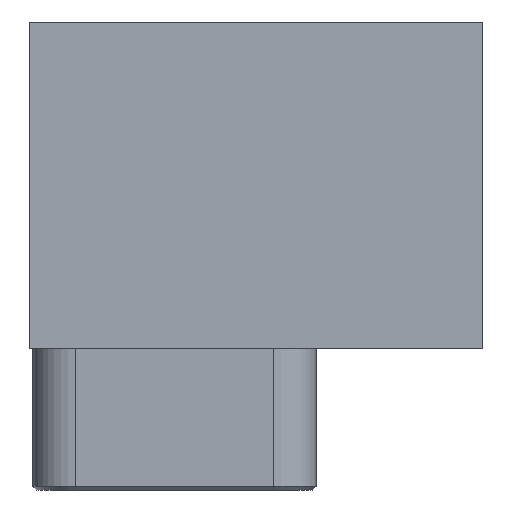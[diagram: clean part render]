
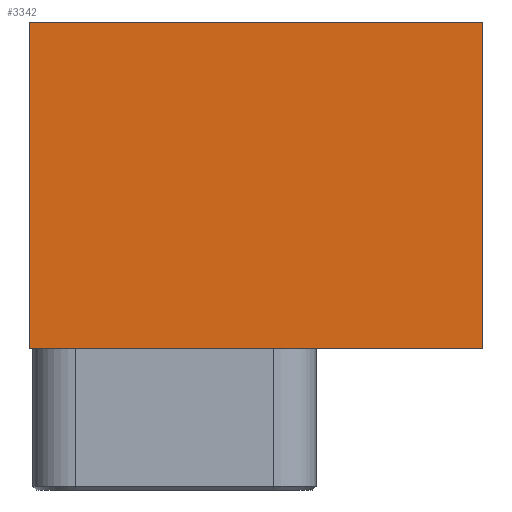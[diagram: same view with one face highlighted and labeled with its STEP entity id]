
A CAD part, left-side view. The second image highlights one B-rep face of the part: STEP entity #3342.
In plain terms, the highlighted planar face has unit normal (-1, 0, 0).
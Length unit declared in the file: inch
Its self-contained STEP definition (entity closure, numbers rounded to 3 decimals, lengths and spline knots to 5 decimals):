
#135=DIRECTION('',(0.,-1.,0.));
#136=VECTOR('',#135,4.);
#137=CARTESIAN_POINT('',(0.,0.,4.125));
#138=LINE('',#137,#136);
#231=DIRECTION('',(0.,-1.,0.));
#232=VECTOR('',#231,4.);
#233=CARTESIAN_POINT('',(0.,0.,1.25));
#234=LINE('',#233,#232);
#235=DIRECTION('',(0.,0.,1.));
#236=VECTOR('',#235,2.875);
#237=CARTESIAN_POINT('',(0.,0.,1.25));
#238=LINE('',#237,#236);
#435=DIRECTION('',(0.,0.,1.));
#436=VECTOR('',#435,2.875);
#437=CARTESIAN_POINT('',(0.,-4.,1.25));
#438=LINE('',#437,#436);
#2674=CARTESIAN_POINT('',(0.,0.,4.125));
#2675=CARTESIAN_POINT('',(0.,-4.,4.125));
#2676=VERTEX_POINT('',#2674);
#2677=VERTEX_POINT('',#2675);
#3082=CARTESIAN_POINT('',(0.,0.,1.25));
#3083=CARTESIAN_POINT('',(0.,-4.,1.25));
#3084=VERTEX_POINT('',#3082);
#3085=VERTEX_POINT('',#3083);
#3328=CARTESIAN_POINT('',(0.,0.,0.));
#3329=DIRECTION('',(-1.,0.,0.));
#3330=DIRECTION('',(0.,-1.,0.));
#3331=AXIS2_PLACEMENT_3D('',#3328,#3329,#3330);
#3332=PLANE('',#3331);
#3334=ORIENTED_EDGE('',*,*,#3333,.F.);
#3336=ORIENTED_EDGE('',*,*,#3335,.T.);
#3337=ORIENTED_EDGE('',*,*,#3270,.T.);
#3339=ORIENTED_EDGE('',*,*,#3338,.F.);
#3340=EDGE_LOOP('',(#3334,#3336,#3337,#3339));
#3341=FACE_OUTER_BOUND('',#3340,.F.);
#3342=ADVANCED_FACE('',(#3341),#3332,.T.);
#3270=EDGE_CURVE('',#2676,#2677,#138,.T.);
#3333=EDGE_CURVE('',#3084,#3085,#234,.T.);
#3335=EDGE_CURVE('',#3084,#2676,#238,.T.);
#3338=EDGE_CURVE('',#3085,#2677,#438,.T.);
